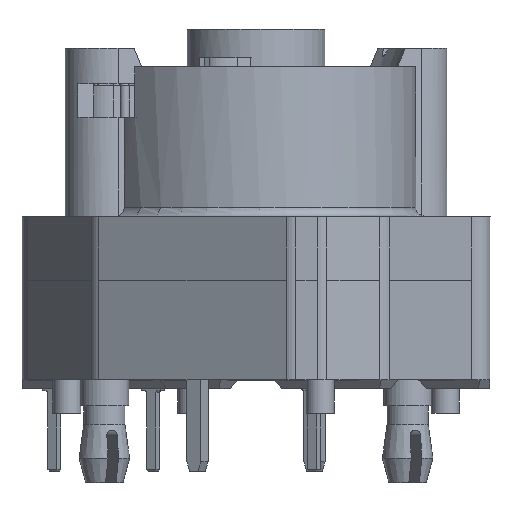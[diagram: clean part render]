
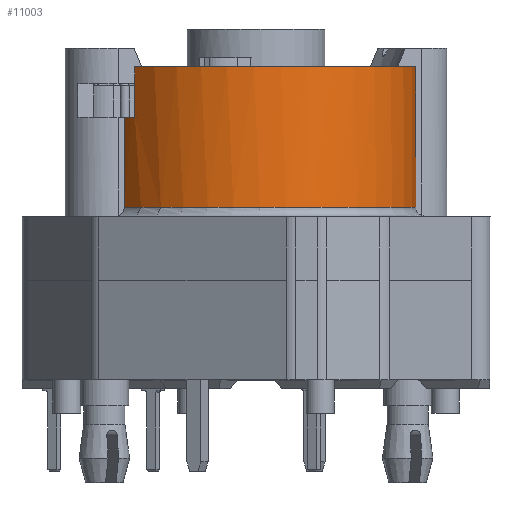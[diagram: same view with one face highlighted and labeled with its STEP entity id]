
A CAD part, left-side view. The second image highlights one B-rep face of the part: STEP entity #11003.
In plain terms, the highlighted cylindrical face has radius 8.55 mm (diameter 17.1 mm), a partial arc.
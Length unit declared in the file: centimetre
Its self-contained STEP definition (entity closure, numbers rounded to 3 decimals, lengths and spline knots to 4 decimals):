
#107=CYLINDRICAL_SURFACE($,#11725,0.855);
#277=CIRCLE($,#11475,0.855);
#342=CIRCLE($,#11704,0.855);
#348=CIRCLE($,#11726,0.855);
#1233=FACE_OUTER_BOUND($,#1892,.T.);
#1892=EDGE_LOOP($,(#9850,#9851,#9852,#9853,#9854,#9855));
#3051=LINE($,#18585,#4215);
#3062=LINE($,#18672,#4226);
#3063=LINE($,#18675,#4227);
#4215=VECTOR($,#14257,0.27);
#4226=VECTOR($,#14302,0.48);
#4227=VECTOR($,#14305,0.75);
#5069=VERTEX_POINT($,#17879);
#5070=VERTEX_POINT($,#17881);
#5258=VERTEX_POINT($,#18560);
#5259=VERTEX_POINT($,#18562);
#5275=VERTEX_POINT($,#18671);
#5276=VERTEX_POINT($,#18673);
#6473=EDGE_CURVE($,#5070,#5069,#277,.T.);
#6797=EDGE_CURVE($,#5259,#5258,#342,.T.);
#6806=EDGE_CURVE($,#5258,#5070,#3051,.T.);
#6824=EDGE_CURVE($,#5069,#5275,#3062,.T.);
#6825=EDGE_CURVE($,#5276,#5275,#348,.T.);
#6826=EDGE_CURVE($,#5276,#5259,#3063,.T.);
#9850=ORIENTED_EDGE($,*,*,#6473,.T.);
#9851=ORIENTED_EDGE($,*,*,#6824,.T.);
#9852=ORIENTED_EDGE($,*,*,#6825,.F.);
#9853=ORIENTED_EDGE($,*,*,#6826,.T.);
#9854=ORIENTED_EDGE($,*,*,#6797,.T.);
#9855=ORIENTED_EDGE($,*,*,#6806,.T.);
#11003=ADVANCED_FACE($,(#1233),#107,.T.);
#11475=AXIS2_PLACEMENT_3D($,#17882,#13528,#13529);
#11704=AXIS2_PLACEMENT_3D($,#18563,#14243,#14244);
#11725=AXIS2_PLACEMENT_3D($,#18670,#14300,#14301);
#11726=AXIS2_PLACEMENT_3D($,#18674,#14303,#14304);
#13528=DIRECTION('center_axis',(0.,0.,
-1.));
#13529=DIRECTION('ref_axis',(-1.,0.,0.));
#14243=DIRECTION('center_axis',(0.,0.,
-1.));
#14244=DIRECTION('ref_axis',(-1.,0.,0.));
#14257=DIRECTION($,(0.,0.,-1.));
#14300=DIRECTION('center_axis',(0.,0.,
-1.));
#14301=DIRECTION('ref_axis',(-1.,0.,0.));
#14302=DIRECTION($,(0.,0.,-1.));
#14303=DIRECTION('center_axis',(0.,0.,
-1.));
#14304=DIRECTION('ref_axis',(-0.938,-0.347,0.));
#14305=DIRECTION($,(0.,0.,1.));
#17879=CARTESIAN_POINT('',(-0.4848,0.7043,1.18));
#17881=CARTESIAN_POINT('',(-0.5594,0.6466,1.18));
#17882=CARTESIAN_POINT('Origin',(0.,0.,
1.18));
#18560=CARTESIAN_POINT('',(-0.5594,0.6466,1.45));
#18562=CARTESIAN_POINT('',(0.0909,-0.8502,1.45));
#18563=CARTESIAN_POINT('Origin',(0.,0.,
1.45));
#18585=CARTESIAN_POINT($,(-0.5594,0.6466,1.));
#18670=CARTESIAN_POINT('Origin',(0.,0.,
1.));
#18671=CARTESIAN_POINT('',(-0.4848,0.7043,0.7));
#18672=CARTESIAN_POINT($,(-0.4848,0.7043,1.));
#18673=CARTESIAN_POINT('',(0.0909,-0.8502,0.7));
#18674=CARTESIAN_POINT('Origin',(0.,0.,
0.7));
#18675=CARTESIAN_POINT($,(0.0909,-0.8502,1.));
